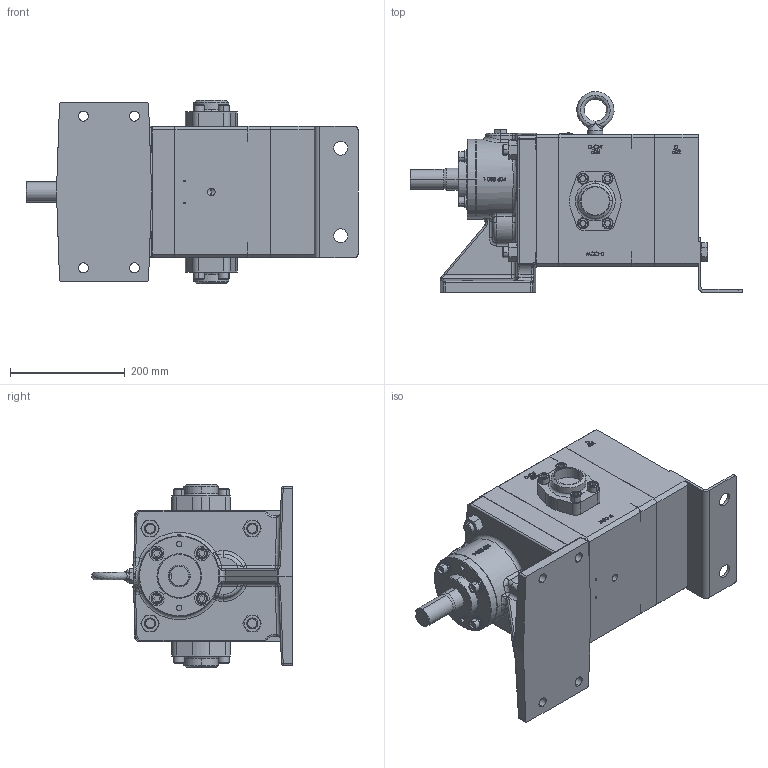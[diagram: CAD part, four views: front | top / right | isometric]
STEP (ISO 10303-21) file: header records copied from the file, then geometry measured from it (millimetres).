
FILE_DESCRIPTION (( 'STEP AP214' ), '1' );
FILE_NAME ('GPV-1430-27-U.STEP', '2018-10-31T19:26:41', ( '' ), ( '' ), 'SwSTEP 2.0', 'SolidWorks 2017', '' );
FILE_SCHEMA (( 'AUTOMOTIVE_DESIGN' ));
Length unit declared in the file: inch
Products named in the file (1): GPV-1430-27-U
Bounding box: 577.62 x 349.45 x 318.52 mm (x, y, z)
Volume: 20306647.2 mm3; surface area: 958496.8 mm2
Topology: 1 solids, 1 shells, 2182 faces, 5391 edges, 3449 vertices
Faces by surface type: plane 1144, bspline 460, cylinder 323, cone 217, sphere 30, torus 8
Entity records: 112033 total; most frequent: CARTESIAN_POINT 44641, ORIENTED_EDGE 10722, DIRECTION 8452, EDGE_CURVE 5361, VERTEX_POINT 3449, LINE 3332, VECTOR 3332, AXIS2_PLACEMENT_3D 2560
